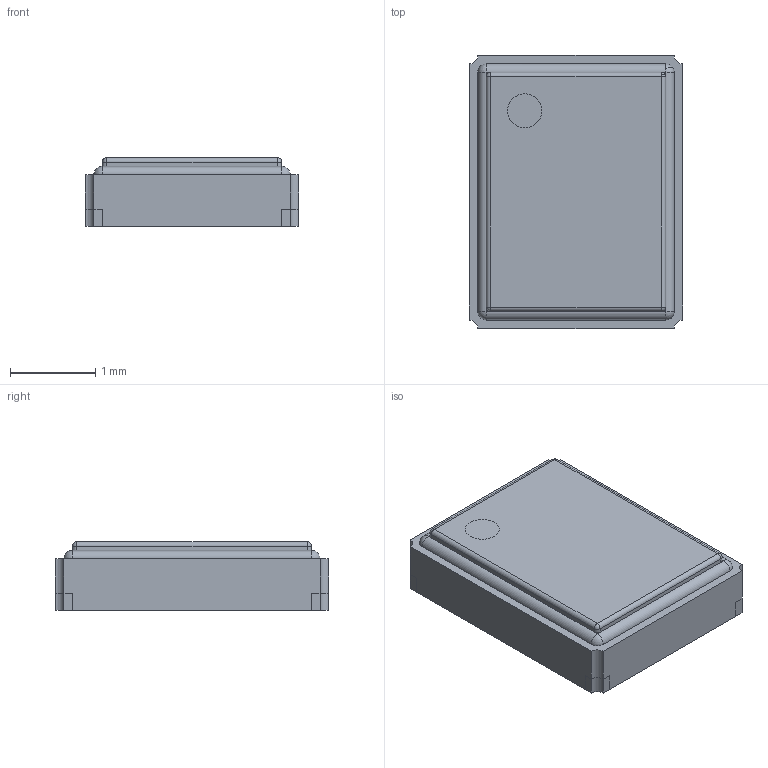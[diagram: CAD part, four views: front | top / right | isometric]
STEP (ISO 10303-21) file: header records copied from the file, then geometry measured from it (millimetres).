
FILE_DESCRIPTION((''),'2;1');
FILE_NAME('XTAL_CONNOR_CS-018.stp','2013-04-16T10:45:36',(''),(''),'Mechanical Desktop 2011','Mechanical Desktop 2011',', , ');
FILE_SCHEMA(('AUTOMOTIVE_DESIGN { 1 2 10303 214 1 1 1 1 }'));
Length unit declared in the file: millimetre
Products named in the file (1): Product
Bounding box: 2.5 x 3.2 x 0.8 mm (x, y, z)
Volume: 6 mm3; surface area: 61.4 mm2
Topology: 8 solids, 8 shells, 119 faces, 296 edges, 190 vertices
Faces by surface type: plane 67, cylinder 38, sphere 10, bspline 4
Entity records: 3591 total; most frequent: CARTESIAN_POINT 642, DIRECTION 616, ORIENTED_EDGE 584, EDGE_CURVE 292, AXIS2_PLACEMENT_3D 208, VECTOR 200, LINE 200, VERTEX_POINT 190
